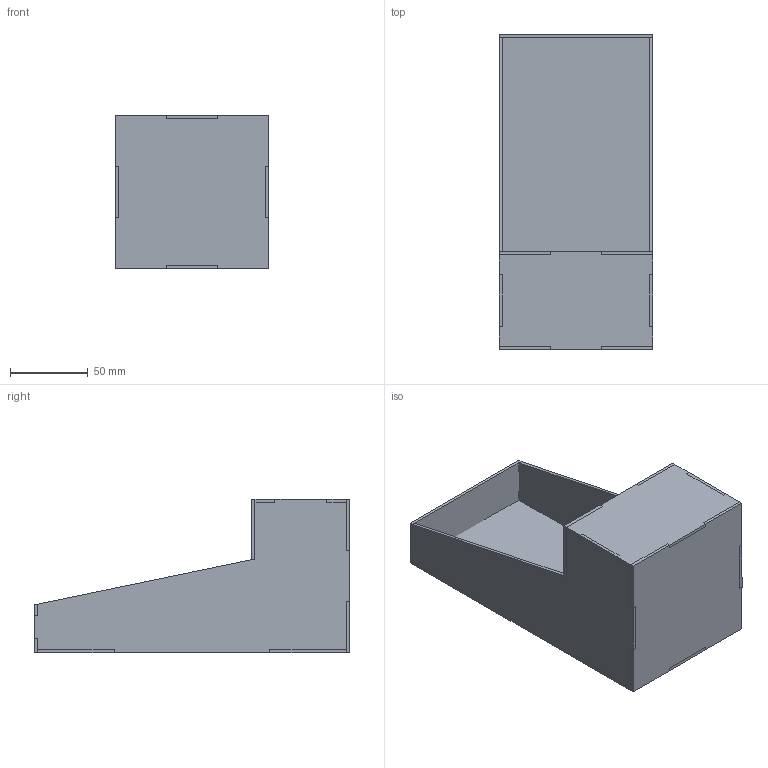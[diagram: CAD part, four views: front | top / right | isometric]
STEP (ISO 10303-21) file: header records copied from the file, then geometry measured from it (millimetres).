
FILE_DESCRIPTION(/* description */ (''),/* implementation_level */ '2;1');
FILE_NAME(/* name */ 'mini_game_machine_shell_beta.step',/* time_stamp */ '2022-02-14T13:05:19+08:00',/* author */ (''),/* organization */ (''),/* preprocessor_version */ 'ST-DEVELOPER v18.1',/* originating_system */ 'Autodesk Translation Framework v10.13.0.1454',/* authorisation */ '');
FILE_SCHEMA (('AUTOMOTIVE_DESIGN { 1 0 10303 214 3 1 1 }'));
Length unit declared in the file: millimetre
Products named in the file (6): week 04 - mini game machine shell (Beta); Component1; Component4; Component5; Component6; Component7
Assembly tree (6 placements, depth 2):
  week 04 - mini game machine shell (Beta)
    Component1
    Component4  x2
    Component5
    Component6
    Component7
Bounding box: 99 x 203 x 99 mm (x, y, z)
Volume: 131600 mm3; surface area: 137730.5 mm2
Topology: 7 solids, 7 shells, 144 faces, 390 edges, 260 vertices
Faces by surface type: plane 144
Entity records: 3845 total; most frequent: CARTESIAN_POINT 666, ORIENTED_EDGE 642, DIRECTION 583, LINE 321, VECTOR 321, EDGE_CURVE 321, VERTEX_POINT 214, AXIS2_PLACEMENT_3D 131
